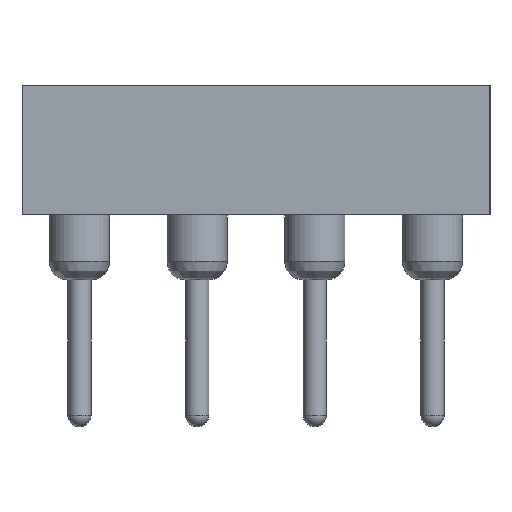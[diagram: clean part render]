
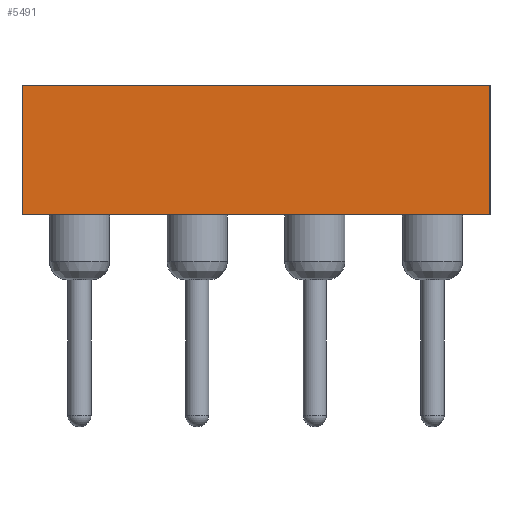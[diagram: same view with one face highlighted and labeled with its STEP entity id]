
A CAD part, left-side view. The second image highlights one B-rep face of the part: STEP entity #5491.
In plain terms, the highlighted planar face has unit normal (-1, 0, 0).
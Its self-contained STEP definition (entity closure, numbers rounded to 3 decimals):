
#5435=CARTESIAN_POINT('',(-5.05,-5.05,4.2));
#5436=VERTEX_POINT('',#5435);
#5443=CARTESIAN_POINT('',(-5.05,-5.05,1.4));
#5444=VERTEX_POINT('',#5443);
#5445=CARTESIAN_POINT('',(-5.05,-5.05,1.4));
#5446=DIRECTION('',(0.0,0.0,1.0));
#5447=VECTOR('',#5446,2.8);
#5448=LINE('',#5445,#5447);
#5449=EDGE_CURVE('',#5444,#5436,#5448,.T.);
#5461=CARTESIAN_POINT('',(-5.05,-5.05,1.4));
#5462=DIRECTION('',(-1.0,0.0,0.0));
#5463=DIRECTION('',(0.0,0.0,-1.0));
#5464=AXIS2_PLACEMENT_3D('',#5461,#5462,#5463);
#5465=PLANE('',#5464);
#5466=CARTESIAN_POINT('',(-5.05,5.05,4.2));
#5467=VERTEX_POINT('',#5466);
#5468=CARTESIAN_POINT('',(-5.05,-5.05,4.2));
#5469=DIRECTION('',(0.0,1.0,0.0));
#5470=VECTOR('',#5469,10.1);
#5471=LINE('',#5468,#5470);
#5472=EDGE_CURVE('',#5436,#5467,#5471,.T.);
#5473=ORIENTED_EDGE('',*,*,#5472,.T.);
#5474=CARTESIAN_POINT('',(-5.05,5.05,1.4));
#5475=VERTEX_POINT('',#5474);
#5476=CARTESIAN_POINT('',(-5.05,5.05,1.4));
#5477=DIRECTION('',(0.0,0.0,1.0));
#5478=VECTOR('',#5477,2.8);
#5479=LINE('',#5476,#5478);
#5480=EDGE_CURVE('',#5475,#5467,#5479,.T.);
#5481=ORIENTED_EDGE('',*,*,#5480,.F.);
#5482=CARTESIAN_POINT('',(-5.05,-5.05,1.4));
#5483=DIRECTION('',(0.0,1.0,0.0));
#5484=VECTOR('',#5483,10.1);
#5485=LINE('',#5482,#5484);
#5486=EDGE_CURVE('',#5444,#5475,#5485,.T.);
#5487=ORIENTED_EDGE('',*,*,#5486,.F.);
#5488=ORIENTED_EDGE('',*,*,#5449,.T.);
#5489=EDGE_LOOP('',(#5473,#5481,#5487,#5488));
#5490=FACE_OUTER_BOUND('',#5489,.T.);
#5491=ADVANCED_FACE('',(#5490),#5465,.T.);
